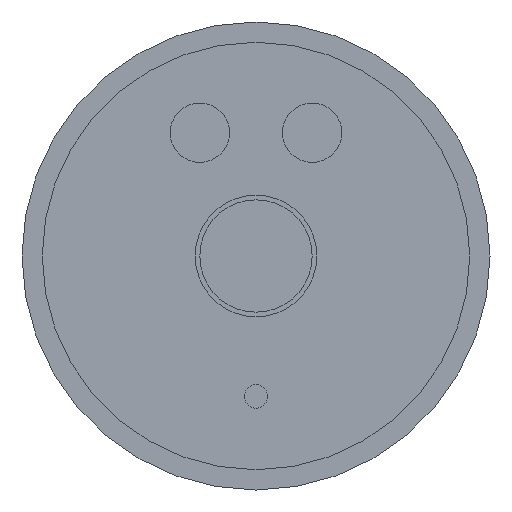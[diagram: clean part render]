
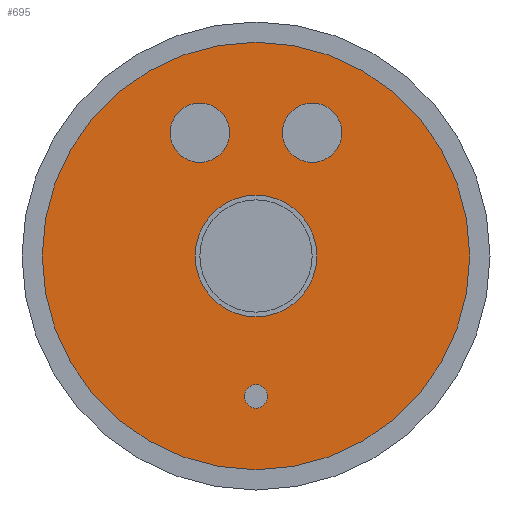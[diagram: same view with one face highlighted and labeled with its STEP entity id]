
A CAD part, front view. The second image highlights one B-rep face of the part: STEP entity #695.
In plain terms, the highlighted planar face has unit normal (0, -1, 0).
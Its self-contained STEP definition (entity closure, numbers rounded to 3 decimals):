
#192=CARTESIAN_POINT('',(0.,-31.49,0.));
#193=DIRECTION('',(0.,-1.,0.));
#194=DIRECTION('',(1.,0.,0.));
#195=AXIS2_PLACEMENT_3D('',#192,#193,#194);
#200=CARTESIAN_POINT('',(0.,-31.49,0.));
#201=DIRECTION('',(0.,-1.,0.));
#202=DIRECTION('',(-1.,0.,0.));
#203=AXIS2_PLACEMENT_3D('',#200,#201,#202);
#208=CARTESIAN_POINT('',(0.,-31.49,0.));
#209=DIRECTION('',(0.,-1.,0.));
#210=DIRECTION('',(1.,0.,0.));
#211=AXIS2_PLACEMENT_3D('',#208,#209,#210);
#216=CARTESIAN_POINT('',(0.,-31.49,0.));
#217=DIRECTION('',(0.,-1.,0.));
#218=DIRECTION('',(-1.,0.,0.));
#219=AXIS2_PLACEMENT_3D('',#216,#217,#218);
#224=CARTESIAN_POINT('',(-3.6,-31.49,7.9));
#225=DIRECTION('',(0.,-1.,0.));
#226=DIRECTION('',(1.,0.,0.));
#227=AXIS2_PLACEMENT_3D('',#224,#225,#226);
#232=CARTESIAN_POINT('',(-3.6,-31.49,7.9));
#233=DIRECTION('',(0.,-1.,0.));
#234=DIRECTION('',(-1.,0.,0.));
#235=AXIS2_PLACEMENT_3D('',#232,#233,#234);
#240=CARTESIAN_POINT('',(3.6,-31.49,7.9));
#241=DIRECTION('',(0.,-1.,0.));
#242=DIRECTION('',(1.,0.,0.));
#243=AXIS2_PLACEMENT_3D('',#240,#241,#242);
#248=CARTESIAN_POINT('',(3.6,-31.49,7.9));
#249=DIRECTION('',(0.,-1.,0.));
#250=DIRECTION('',(-1.,0.,0.));
#251=AXIS2_PLACEMENT_3D('',#248,#249,#250);
#256=CARTESIAN_POINT('',(0.,-31.49,-9.));
#257=DIRECTION('',(0.,-1.,0.));
#258=DIRECTION('',(1.,0.,0.));
#259=AXIS2_PLACEMENT_3D('',#256,#257,#258);
#264=CARTESIAN_POINT('',(0.,-31.49,-9.));
#265=DIRECTION('',(0.,-1.,0.));
#266=DIRECTION('',(-1.,0.,0.));
#267=AXIS2_PLACEMENT_3D('',#264,#265,#266);
#458=CARTESIAN_POINT('',(13.7,-31.49,0.));
#459=CARTESIAN_POINT('',(-13.7,-31.49,0.));
#460=VERTEX_POINT('',#458);
#461=VERTEX_POINT('',#459);
#470=CARTESIAN_POINT('',(3.9,-31.49,0.));
#471=CARTESIAN_POINT('',(-3.9,-31.49,0.));
#472=VERTEX_POINT('',#470);
#473=VERTEX_POINT('',#471);
#490=CARTESIAN_POINT('',(-1.7,-31.49,7.9));
#491=CARTESIAN_POINT('',(-5.5,-31.49,7.9));
#492=VERTEX_POINT('',#490);
#493=VERTEX_POINT('',#491);
#494=CARTESIAN_POINT('',(5.5,-31.49,7.9));
#495=CARTESIAN_POINT('',(1.7,-31.49,7.9));
#496=VERTEX_POINT('',#494);
#497=VERTEX_POINT('',#495);
#502=CARTESIAN_POINT('',(0.75,-31.49,-9.));
#503=CARTESIAN_POINT('',(-0.75,-31.49,-9.));
#504=VERTEX_POINT('',#502);
#505=VERTEX_POINT('',#503);
#662=CARTESIAN_POINT('',(0.,-31.49,0.));
#663=DIRECTION('',(0.,-1.,0.));
#664=DIRECTION('',(1.,0.,0.));
#665=AXIS2_PLACEMENT_3D('',#662,#663,#664);
#666=PLANE('',#665);
#667=ORIENTED_EDGE('',*,*,#642,.F.);
#668=ORIENTED_EDGE('',*,*,#656,.F.);
#669=EDGE_LOOP('',(#667,#668));
#670=FACE_OUTER_BOUND('',#669,.F.);
#672=ORIENTED_EDGE('',*,*,#671,.T.);
#674=ORIENTED_EDGE('',*,*,#673,.T.);
#675=EDGE_LOOP('',(#672,#674));
#676=FACE_BOUND('',#675,.F.);
#678=ORIENTED_EDGE('',*,*,#677,.T.);
#680=ORIENTED_EDGE('',*,*,#679,.T.);
#681=EDGE_LOOP('',(#678,#680));
#682=FACE_BOUND('',#681,.F.);
#684=ORIENTED_EDGE('',*,*,#683,.T.);
#686=ORIENTED_EDGE('',*,*,#685,.T.);
#687=EDGE_LOOP('',(#684,#686));
#688=FACE_BOUND('',#687,.F.);
#690=ORIENTED_EDGE('',*,*,#689,.T.);
#692=ORIENTED_EDGE('',*,*,#691,.T.);
#693=EDGE_LOOP('',(#690,#692));
#694=FACE_BOUND('',#693,.F.);
#695=ADVANCED_FACE('',(#670,#676,#682,#688,#694),#666,.T.);
#196=CIRCLE('',#195,13.7);
#204=CIRCLE('',#203,13.7);
#212=CIRCLE('',#211,3.9);
#220=CIRCLE('',#219,3.9);
#228=CIRCLE('',#227,1.9);
#236=CIRCLE('',#235,1.9);
#244=CIRCLE('',#243,1.9);
#252=CIRCLE('',#251,1.9);
#260=CIRCLE('',#259,0.75);
#268=CIRCLE('',#267,0.75);
#642=EDGE_CURVE('',#460,#461,#196,.T.);
#656=EDGE_CURVE('',#461,#460,#204,.T.);
#671=EDGE_CURVE('',#472,#473,#212,.T.);
#673=EDGE_CURVE('',#473,#472,#220,.T.);
#677=EDGE_CURVE('',#492,#493,#228,.T.);
#679=EDGE_CURVE('',#493,#492,#236,.T.);
#683=EDGE_CURVE('',#496,#497,#244,.T.);
#685=EDGE_CURVE('',#497,#496,#252,.T.);
#689=EDGE_CURVE('',#504,#505,#260,.T.);
#691=EDGE_CURVE('',#505,#504,#268,.T.);
